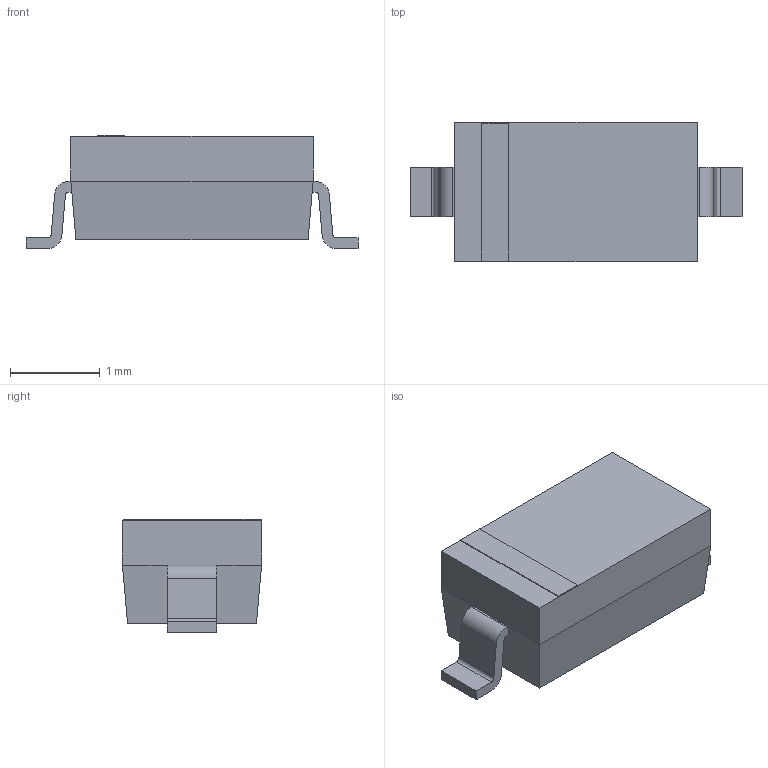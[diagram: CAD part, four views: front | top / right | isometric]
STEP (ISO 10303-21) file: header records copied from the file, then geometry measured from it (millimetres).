
FILE_DESCRIPTION (( 'STEP AP214' ), '1' );
FILE_NAME ('SOD123 Default.STEP', '2013-06-11T17:54:46', ( '' ), ( '' ), 'SwSTEP 2.0', 'SolidWorks 2012', '' );
FILE_SCHEMA (( 'AUTOMOTIVE_DESIGN' ));
Length unit declared in the file: millimetre
Products named in the file (1): SOD123 Default
Bounding box: 3.7 x 1.55 x 1.26 mm (x, y, z)
Volume: 4.8 mm3; surface area: 20.3 mm2
Topology: 1 solids, 1 shells, 41 faces, 106 edges, 68 vertices
Faces by surface type: plane 33, cylinder 8
Entity records: 1717 total; most frequent: CARTESIAN_POINT 216, ORIENTED_EDGE 212, DIRECTION 206, EDGE_CURVE 106, LINE 90, VECTOR 90, VERTEX_POINT 68, AXIS2_PLACEMENT_3D 58
